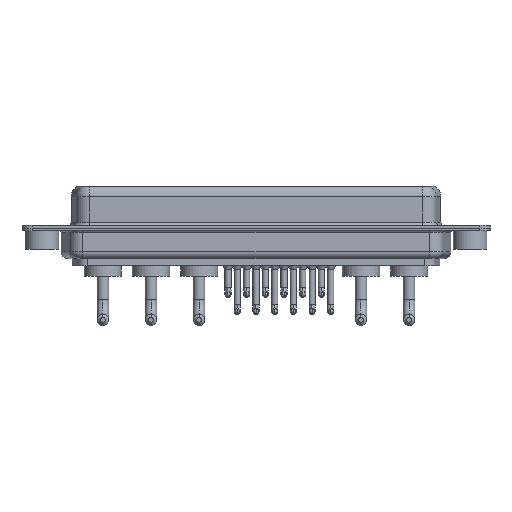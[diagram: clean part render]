
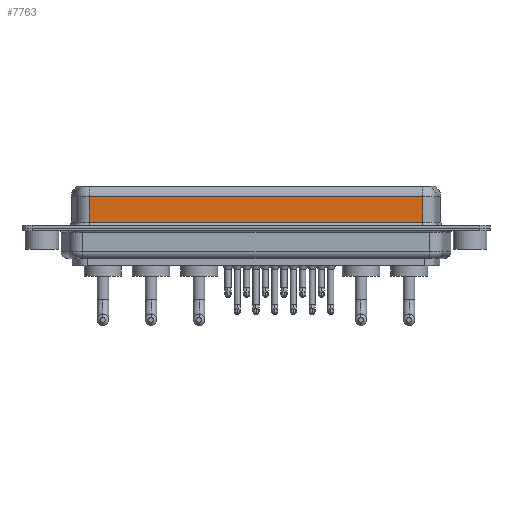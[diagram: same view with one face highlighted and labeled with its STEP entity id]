
A CAD part, front view. The second image highlights one B-rep face of the part: STEP entity #7763.
In plain terms, the highlighted planar face has unit normal (0, -1, 0).
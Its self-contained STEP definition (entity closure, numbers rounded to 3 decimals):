
#630 = DIRECTION ( 'NONE',  ( 0., 0., -1. ) ) ;
#1179 = CARTESIAN_POINT ( 'NONE',  ( 7.038, -3.95, 0.9 ) ) ;
#1444 = LINE ( 'NONE', #15716, #20022 ) ;
#1672 = EDGE_LOOP ( 'NONE', ( #19738, #6448, #19766, #2845 ) ) ;
#1967 = PLANE ( 'NONE',  #10333 ) ;
#2167 = DIRECTION ( 'NONE',  ( 0., 0., 1. ) ) ;
#2271 = LINE ( 'NONE', #2680, #16851 ) ;
#2680 = CARTESIAN_POINT ( 'NONE',  ( 56.462, -3.95, 6.4 ) ) ;
#2845 = ORIENTED_EDGE ( 'NONE', *, *, #4675, .T. ) ;
#2984 = VERTEX_POINT ( 'NONE', #1179 ) ;
#4592 = VERTEX_POINT ( 'NONE', #7353 ) ;
#4675 = EDGE_CURVE ( 'NONE', #2984, #4592, #1444, .T. ) ;
#4681 = EDGE_CURVE ( 'NONE', #19106, #2984, #6129, .T. ) ;
#4857 = CARTESIAN_POINT ( 'NONE',  ( 56.462, -3.95, 4.65 ) ) ;
#4903 = DIRECTION ( 'NONE',  ( 0., 0., -1. ) ) ;
#5845 = EDGE_CURVE ( 'NONE', #6761, #19106, #9533, .T. ) ;
#6129 = LINE ( 'NONE', #9281, #17067 ) ;
#6448 = ORIENTED_EDGE ( 'NONE', *, *, #5845, .T. ) ;
#6761 = VERTEX_POINT ( 'NONE', #8121 ) ;
#7353 = CARTESIAN_POINT ( 'NONE',  ( 56.462, -3.95, 0.9 ) ) ;
#7763 = ADVANCED_FACE ( 'NONE', ( #14518 ), #1967, .F. ) ;
#7781 = EDGE_CURVE ( 'NONE', #6761, #4592, #2271, .T. ) ;
#8121 = CARTESIAN_POINT ( 'NONE',  ( 56.462, -3.95, 4.65 ) ) ;
#8172 = DIRECTION ( 'NONE',  ( 0., 1., 0. ) ) ;
#9281 = CARTESIAN_POINT ( 'NONE',  ( 7.038, -3.95, 6.4 ) ) ;
#9533 = LINE ( 'NONE', #4857, #15636 ) ;
#10333 = AXIS2_PLACEMENT_3D ( 'NONE', #16150, #8172, #2167 ) ;
#12559 = DIRECTION ( 'NONE',  ( 1., 0., 0. ) ) ;
#14518 = FACE_OUTER_BOUND ( 'NONE', #1672, .T. ) ;
#15636 = VECTOR ( 'NONE', #17295, 1000. ) ;
#15716 = CARTESIAN_POINT ( 'NONE',  ( 56.462, -3.95, 0.9 ) ) ;
#16150 = CARTESIAN_POINT ( 'NONE',  ( 56.462, -3.95, 6.4 ) ) ;
#16851 = VECTOR ( 'NONE', #630, 1000. ) ;
#16886 = CARTESIAN_POINT ( 'NONE',  ( 7.038, -3.95, 4.65 ) ) ;
#17067 = VECTOR ( 'NONE', #4903, 1000. ) ;
#17295 = DIRECTION ( 'NONE',  ( -1., 0., 0. ) ) ;
#19106 = VERTEX_POINT ( 'NONE', #16886 ) ;
#19738 = ORIENTED_EDGE ( 'NONE', *, *, #7781, .F. ) ;
#19766 = ORIENTED_EDGE ( 'NONE', *, *, #4681, .T. ) ;
#20022 = VECTOR ( 'NONE', #12559, 1000. ) ;
